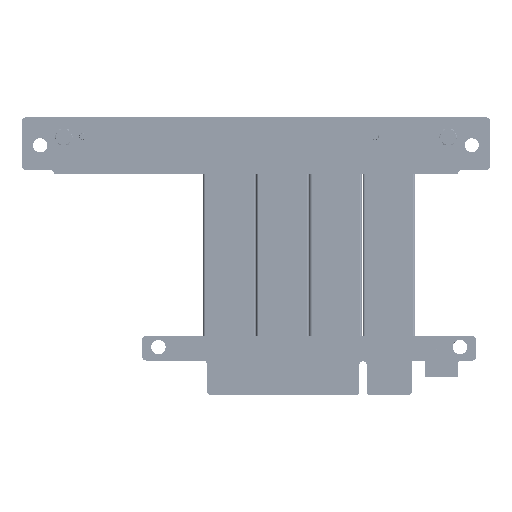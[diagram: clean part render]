
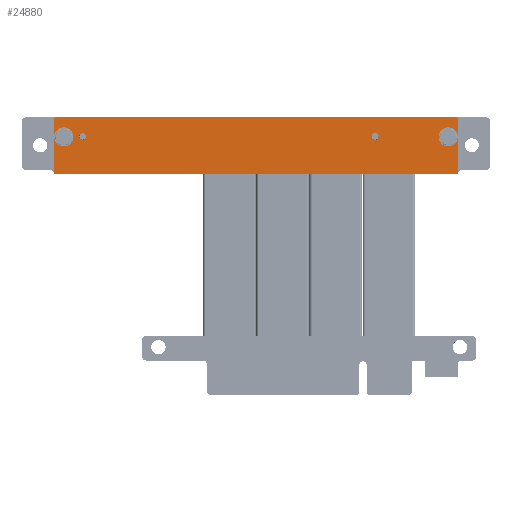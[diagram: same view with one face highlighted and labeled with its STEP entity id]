
A CAD part, top view. The second image highlights one B-rep face of the part: STEP entity #24880.
In plain terms, the highlighted face is planar.
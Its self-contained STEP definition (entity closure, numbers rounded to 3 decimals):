
#19141 = EDGE_CURVE('',#19142,#19144,#19146,.T.);
#19142 = VERTEX_POINT('',#19143);
#19143 = CARTESIAN_POINT('',(98.701,4.407,-0.7));
#19144 = VERTEX_POINT('',#19145);
#19145 = CARTESIAN_POINT('',(98.701,-8.826,-0.7));
#19146 = LINE('',#19147,#19148);
#19147 = CARTESIAN_POINT('',(98.701,4.907,-0.7));
#19148 = VECTOR('',#19149,1.);
#19149 = DIRECTION('',(0.,-1.,0.));
#19174 = VERTEX_POINT('',#19175);
#19175 = CARTESIAN_POINT('',(98.201,4.907,-0.7));
#19181 = EDGE_CURVE('',#19182,#19174,#19184,.T.);
#19182 = VERTEX_POINT('',#19183);
#19183 = CARTESIAN_POINT('',(-1.994,4.907,-0.7));
#19184 = LINE('',#19185,#19186);
#19185 = CARTESIAN_POINT('',(-2.494,4.907,-0.7));
#19186 = VECTOR('',#19187,1.);
#19187 = DIRECTION('',(1.,0.,0.));
#19205 = VERTEX_POINT('',#19206);
#19206 = CARTESIAN_POINT('',(-2.494,4.407,-0.7));
#19212 = EDGE_CURVE('',#19213,#19205,#19215,.T.);
#19213 = VERTEX_POINT('',#19214);
#19214 = CARTESIAN_POINT('',(-2.494,-8.826,-0.7));
#19215 = LINE('',#19216,#19217);
#19216 = CARTESIAN_POINT('',(-2.494,-9.326,-0.7));
#19217 = VECTOR('',#19218,1.);
#19218 = DIRECTION('',(0.,1.,0.));
#19236 = VERTEX_POINT('',#19237);
#19237 = CARTESIAN_POINT('',(-1.994,-9.326,-0.7));
#19243 = EDGE_CURVE('',#19244,#19236,#19246,.T.);
#19244 = VERTEX_POINT('',#19245);
#19245 = CARTESIAN_POINT('',(98.201,-9.326,-0.7));
#19246 = LINE('',#19247,#19248);
#19247 = CARTESIAN_POINT('',(98.701,-9.326,-0.7));
#19248 = VECTOR('',#19249,1.);
#19249 = DIRECTION('',(-1.,0.,0.));
#24880 = ADVANCED_FACE('',(#24881,#24892,#24903),#24937,.T.);
#24881 = FACE_BOUND('',#24882,.T.);
#24882 = EDGE_LOOP('',(#24883));
#24883 = ORIENTED_EDGE('',*,*,#24884,.F.);
#24884 = EDGE_CURVE('',#24885,#24885,#24887,.T.);
#24885 = VERTEX_POINT('',#24886);
#24886 = CARTESIAN_POINT('',(-2.4,0.,-0.7));
#24887 = CIRCLE('',#24888,2.4);
#24888 = AXIS2_PLACEMENT_3D('',#24889,#24890,#24891);
#24889 = CARTESIAN_POINT('',(0.,0.,-0.7));
#24890 = DIRECTION('',(0.,0.,-1.));
#24891 = DIRECTION('',(-1.,0.,0.));
#24892 = FACE_BOUND('',#24893,.T.);
#24893 = EDGE_LOOP('',(#24894));
#24894 = ORIENTED_EDGE('',*,*,#24895,.F.);
#24895 = EDGE_CURVE('',#24896,#24896,#24898,.T.);
#24896 = VERTEX_POINT('',#24897);
#24897 = CARTESIAN_POINT('',(93.801,-0.001,-0.7)
  );
#24898 = CIRCLE('',#24899,2.4);
#24899 = AXIS2_PLACEMENT_3D('',#24900,#24901,#24902);
#24900 = CARTESIAN_POINT('',(96.201,-0.001,-0.7)
  );
#24901 = DIRECTION('',(0.,0.,-1.));
#24902 = DIRECTION('',(-1.,0.,0.));
#24903 = FACE_BOUND('',#24904,.T.);
#24904 = EDGE_LOOP('',(#24905,#24906,#24913,#24914,#24921,#24922,#24929,
    #24930));
#24905 = ORIENTED_EDGE('',*,*,#19181,.T.);
#24906 = ORIENTED_EDGE('',*,*,#24907,.T.);
#24907 = EDGE_CURVE('',#19174,#19142,#24908,.T.);
#24908 = CIRCLE('',#24909,0.5);
#24909 = AXIS2_PLACEMENT_3D('',#24910,#24911,#24912);
#24910 = CARTESIAN_POINT('',(98.201,4.407,-0.7));
#24911 = DIRECTION('',(0.,0.,-1.));
#24912 = DIRECTION('',(-1.,0.,0.));
#24913 = ORIENTED_EDGE('',*,*,#19141,.T.);
#24914 = ORIENTED_EDGE('',*,*,#24915,.T.);
#24915 = EDGE_CURVE('',#19144,#19244,#24916,.T.);
#24916 = CIRCLE('',#24917,0.5);
#24917 = AXIS2_PLACEMENT_3D('',#24918,#24919,#24920);
#24918 = CARTESIAN_POINT('',(98.201,-8.826,-0.7));
#24919 = DIRECTION('',(0.,0.,-1.));
#24920 = DIRECTION('',(-1.,0.,0.));
#24921 = ORIENTED_EDGE('',*,*,#19243,.T.);
#24922 = ORIENTED_EDGE('',*,*,#24923,.T.);
#24923 = EDGE_CURVE('',#19236,#19213,#24924,.T.);
#24924 = CIRCLE('',#24925,0.5);
#24925 = AXIS2_PLACEMENT_3D('',#24926,#24927,#24928);
#24926 = CARTESIAN_POINT('',(-1.994,-8.826,-0.7));
#24927 = DIRECTION('',(0.,0.,-1.));
#24928 = DIRECTION('',(-1.,0.,0.));
#24929 = ORIENTED_EDGE('',*,*,#19212,.T.);
#24930 = ORIENTED_EDGE('',*,*,#24931,.T.);
#24931 = EDGE_CURVE('',#19205,#19182,#24932,.T.);
#24932 = CIRCLE('',#24933,0.5);
#24933 = AXIS2_PLACEMENT_3D('',#24934,#24935,#24936);
#24934 = CARTESIAN_POINT('',(-1.994,4.407,-0.7));
#24935 = DIRECTION('',(0.,0.,-1.));
#24936 = DIRECTION('',(-1.,0.,0.));
#24937 = PLANE('',#24938);
#24938 = AXIS2_PLACEMENT_3D('',#24939,#24940,#24941);
#24939 = CARTESIAN_POINT('',(0.,0.,-0.7));
#24940 = DIRECTION('',(0.,0.,-1.));
#24941 = DIRECTION('',(-1.,0.,0.));
